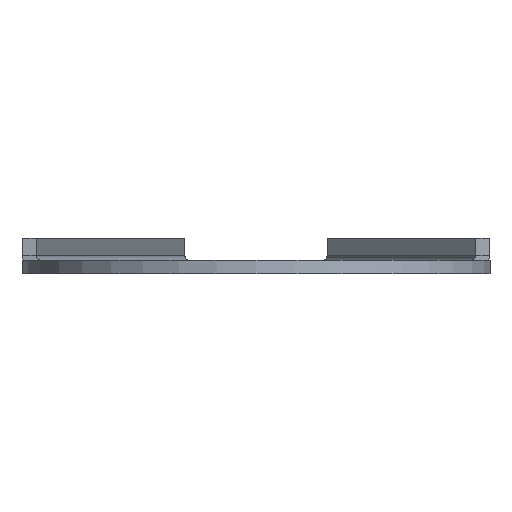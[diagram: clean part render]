
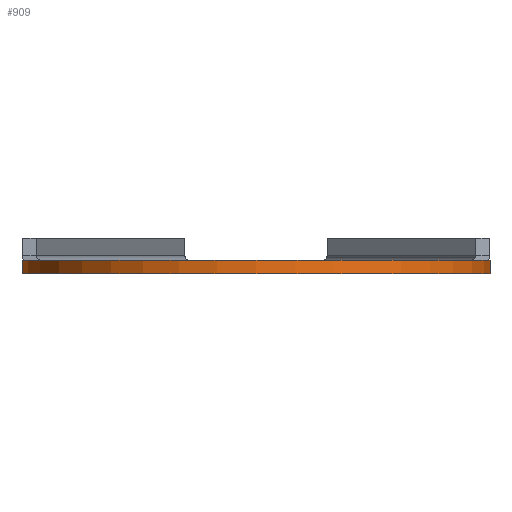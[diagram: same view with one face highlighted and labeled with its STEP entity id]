
A CAD part, left-side view. The second image highlights one B-rep face of the part: STEP entity #909.
In plain terms, the highlighted cylindrical face has radius 34.925 mm (diameter 69.85 mm), a partial arc.
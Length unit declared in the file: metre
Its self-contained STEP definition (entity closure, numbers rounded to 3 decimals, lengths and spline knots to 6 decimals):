
#50=LINE('',#1341,#150);
#51=LINE('',#1345,#151);
#150=VECTOR('',#1071,1.);
#151=VECTOR('',#1074,1.);
#252=ORIENTED_EDGE('',*,*,#516,.F.);
#253=ORIENTED_EDGE('',*,*,#517,.T.);
#254=ORIENTED_EDGE('',*,*,#518,.T.);
#255=ORIENTED_EDGE('',*,*,#519,.F.);
#516=EDGE_CURVE('',#648,#649,#730,.T.);
#517=EDGE_CURVE('',#648,#650,#50,.F.);
#518=EDGE_CURVE('',#650,#651,#731,.T.);
#519=EDGE_CURVE('',#649,#651,#51,.F.);
#648=VERTEX_POINT('',#1339);
#649=VERTEX_POINT('',#1340);
#650=VERTEX_POINT('',#1342);
#651=VERTEX_POINT('',#1344);
#730=CIRCLE('',#977,0.034925);
#731=CIRCLE('',#978,0.034925);
#761=EDGE_LOOP('',(#252,#253,#254,#255));
#827=FACE_BOUND('',#761,.T.);
#893=CYLINDRICAL_SURFACE('',#976,0.034925);
#909=ADVANCED_FACE('',(#827),#893,.T.);
#976=AXIS2_PLACEMENT_3D('',#1337,#1067,#1068);
#977=AXIS2_PLACEMENT_3D('',#1338,#1069,#1070);
#978=AXIS2_PLACEMENT_3D('',#1343,#1072,#1073);
#1067=DIRECTION('',(0.,0.,1.));
#1068=DIRECTION('',(1.,0.,0.));
#1069=DIRECTION('',(0.,0.,1.));
#1070=DIRECTION('',(1.,0.,0.));
#1071=DIRECTION('',(0.,0.,1.));
#1072=DIRECTION('',(0.,0.,1.));
#1073=DIRECTION('',(1.,0.,0.));
#1074=DIRECTION('',(0.,0.,1.));
#1337=CARTESIAN_POINT('',(0.,0.,0.002032));
#1338=CARTESIAN_POINT('',(0.,0.,0.002032));
#1339=CARTESIAN_POINT('',(0.003393,0.03476,0.002032));
#1340=CARTESIAN_POINT('',(0.003393,-0.03476,0.002032));
#1341=CARTESIAN_POINT('',(0.003393,0.03476,0.002032));
#1342=CARTESIAN_POINT('',(0.003393,0.03476,0.));
#1343=CARTESIAN_POINT('',(0.,0.,0.));
#1344=CARTESIAN_POINT('',(0.003393,-0.03476,0.));
#1345=CARTESIAN_POINT('',(0.003393,-0.03476,0.002032));
